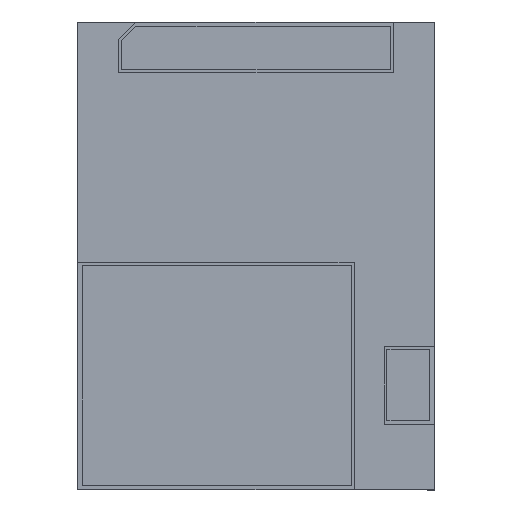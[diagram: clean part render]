
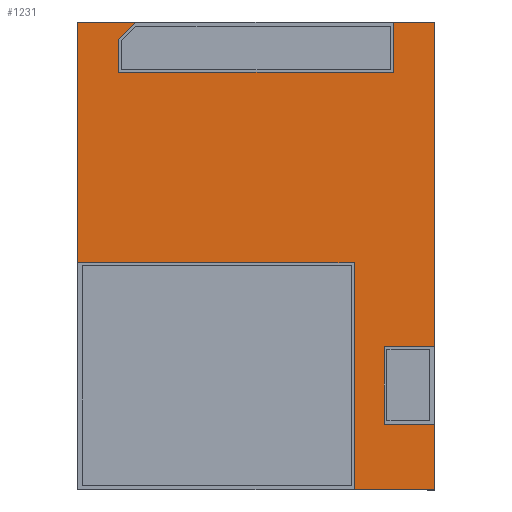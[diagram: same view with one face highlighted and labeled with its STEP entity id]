
A CAD part, top view. The second image highlights one B-rep face of the part: STEP entity #1231.
In plain terms, the highlighted planar face has unit normal (0, 0, 1).
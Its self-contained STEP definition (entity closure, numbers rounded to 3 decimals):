
#10 = LINE ( 'NONE', #960, #1497 ) ;
#42 = VERTEX_POINT ( 'NONE', #1400 ) ;
#48 = CARTESIAN_POINT ( 'NONE',  ( 3.866, 0., 0.02 ) ) ;
#68 = EDGE_CURVE ( 'NONE', #1814, #1385, #733, .T. ) ;
#72 = AXIS2_PLACEMENT_3D ( 'NONE', #1120, #714, #1777 ) ;
#85 = CARTESIAN_POINT ( 'NONE',  ( 4.991, 2.005, 0.02 ) ) ;
#95 = LINE ( 'NONE', #1107, #875 ) ;
#114 = LINE ( 'NONE', #144, #362 ) ;
#144 = CARTESIAN_POINT ( 'NONE',  ( 4.286, 0., 0.02 ) ) ;
#160 = EDGE_CURVE ( 'NONE', #1385, #42, #431, .T. ) ;
#176 = EDGE_CURVE ( 'NONE', #298, #293, #466, .T. ) ;
#202 = ORIENTED_EDGE ( 'NONE', *, *, #360, .F. ) ;
#220 = CARTESIAN_POINT ( 'NONE',  ( 4.991, 0.915, 0.02 ) ) ;
#260 = ORIENTED_EDGE ( 'NONE', *, *, #1329, .T. ) ;
#268 = DIRECTION ( 'NONE',  ( 1., 0., 0. ) ) ;
#293 = VERTEX_POINT ( 'NONE', #1408 ) ;
#298 = VERTEX_POINT ( 'NONE', #1760 ) ;
#302 = ORIENTED_EDGE ( 'NONE', *, *, #1431, .T. ) ;
#313 = ORIENTED_EDGE ( 'NONE', *, *, #651, .F. ) ;
#324 = ORIENTED_EDGE ( 'NONE', *, *, #68, .F. ) ;
#331 = LINE ( 'NONE', #48, #1065 ) ;
#340 = ORIENTED_EDGE ( 'NONE', *, *, #1616, .F. ) ;
#352 = DIRECTION ( 'NONE',  ( 0., -1., 0. ) ) ;
#360 = EDGE_CURVE ( 'NONE', #1054, #1807, #114, .T. ) ;
#362 = VECTOR ( 'NONE', #352, 1000. ) ;
#365 = DIRECTION ( 'NONE',  ( -0.707, -0.707, 0. ) ) ;
#375 = VECTOR ( 'NONE', #1504, 1000. ) ;
#393 = CARTESIAN_POINT ( 'NONE',  ( 0., 6.542, 0.02 ) ) ;
#394 = CARTESIAN_POINT ( 'NONE',  ( 3.866, 0., 0.02 ) ) ;
#400 = VECTOR ( 'NONE', #753, 1000. ) ;
#411 = ORIENTED_EDGE ( 'NONE', *, *, #1775, .F. ) ;
#419 = CARTESIAN_POINT ( 'NONE',  ( 0.814, 6.542, 0.02 ) ) ;
#427 = CARTESIAN_POINT ( 'NONE',  ( 4.991, 0., 0.02 ) ) ;
#428 = EDGE_CURVE ( 'NONE', #892, #298, #331, .T. ) ;
#431 = LINE ( 'NONE', #1455, #851 ) ;
#432 = ORIENTED_EDGE ( 'NONE', *, *, #1105, .T. ) ;
#462 = VERTEX_POINT ( 'NONE', #1428 ) ;
#466 = LINE ( 'NONE', #1006, #1795 ) ;
#469 = FACE_OUTER_BOUND ( 'NONE', #609, .T. ) ;
#492 = CARTESIAN_POINT ( 'NONE',  ( 0.576, 6.304, 0.02 ) ) ;
#495 = CARTESIAN_POINT ( 'NONE',  ( 0., 6.542, 0.02 ) ) ;
#535 = DIRECTION ( 'NONE',  ( 0., 1., 0. ) ) ;
#543 = ORIENTED_EDGE ( 'NONE', *, *, #1622, .T. ) ;
#609 = EDGE_LOOP ( 'NONE', ( #340, #543, #302, #779, #1250, #635, #1785, #313, #202, #1153, #260, #432, #411, #817, #324 ) ) ;
#635 = ORIENTED_EDGE ( 'NONE', *, *, #1514, .T. ) ;
#646 = DIRECTION ( 'NONE',  ( 0., -1., 0. ) ) ;
#651 = EDGE_CURVE ( 'NONE', #1807, #667, #1294, .T. ) ;
#667 = VERTEX_POINT ( 'NONE', #220 ) ;
#702 = VECTOR ( 'NONE', #535, 1000. ) ;
#714 = DIRECTION ( 'NONE',  ( 0., 0., 1. ) ) ;
#718 = CARTESIAN_POINT ( 'NONE',  ( 4.991, 6.542, 0.02 ) ) ;
#732 = VERTEX_POINT ( 'NONE', #85 ) ;
#733 = LINE ( 'NONE', #1569, #1555 ) ;
#753 = DIRECTION ( 'NONE',  ( -1., 0., 0. ) ) ;
#779 = ORIENTED_EDGE ( 'NONE', *, *, #176, .F. ) ;
#785 = LINE ( 'NONE', #393, #400 ) ;
#796 = VECTOR ( 'NONE', #268, 1000. ) ;
#808 = CARTESIAN_POINT ( 'NONE',  ( 0., 0., 0.02 ) ) ;
#817 = ORIENTED_EDGE ( 'NONE', *, *, #160, .F. ) ;
#851 = VECTOR ( 'NONE', #1405, 1000. ) ;
#853 = DIRECTION ( 'NONE',  ( 0., -1., 0. ) ) ;
#874 = CARTESIAN_POINT ( 'NONE',  ( 4.286, 2.005, 0.02 ) ) ;
#875 = VECTOR ( 'NONE', #1686, 1000. ) ;
#892 = VERTEX_POINT ( 'NONE', #394 ) ;
#939 = CARTESIAN_POINT ( 'NONE',  ( 4.991, 0., 0.02 ) ) ;
#960 = CARTESIAN_POINT ( 'NONE',  ( -2.864, 2.864, 0.02 ) ) ;
#976 = CARTESIAN_POINT ( 'NONE',  ( 0., 6.542, 0.02 ) ) ;
#1006 = CARTESIAN_POINT ( 'NONE',  ( 0., 3.177, 0.02 ) ) ;
#1045 = LINE ( 'NONE', #976, #1375 ) ;
#1054 = VERTEX_POINT ( 'NONE', #874 ) ;
#1056 = EDGE_CURVE ( 'NONE', #1742, #667, #1082, .T. ) ;
#1065 = VECTOR ( 'NONE', #1702, 1000. ) ;
#1082 = LINE ( 'NONE', #1772, #702 ) ;
#1093 = DIRECTION ( 'NONE',  ( 0., 1., 0. ) ) ;
#1105 = EDGE_CURVE ( 'NONE', #1523, #462, #1045, .T. ) ;
#1107 = CARTESIAN_POINT ( 'NONE',  ( 0., 2.005, 0.02 ) ) ;
#1113 = CARTESIAN_POINT ( 'NONE',  ( 0.576, 5.837, 0.02 ) ) ;
#1120 = CARTESIAN_POINT ( 'NONE',  ( 0., 0., 0.02 ) ) ;
#1153 = ORIENTED_EDGE ( 'NONE', *, *, #1580, .F. ) ;
#1229 = CARTESIAN_POINT ( 'NONE',  ( 0., 0., 0.02 ) ) ;
#1231 = ADVANCED_FACE ( 'NONE', ( #469 ), #1379, .T. ) ;
#1250 = ORIENTED_EDGE ( 'NONE', *, *, #428, .F. ) ;
#1262 = LINE ( 'NONE', #1229, #1570 ) ;
#1281 = VERTEX_POINT ( 'NONE', #495 ) ;
#1283 = LINE ( 'NONE', #1560, #1592 ) ;
#1294 = LINE ( 'NONE', #1640, #796 ) ;
#1314 = CARTESIAN_POINT ( 'NONE',  ( 4.286, 0.915, 0.02 ) ) ;
#1329 = EDGE_CURVE ( 'NONE', #732, #1523, #1481, .T. ) ;
#1343 = VERTEX_POINT ( 'NONE', #419 ) ;
#1375 = VECTOR ( 'NONE', #1749, 1000. ) ;
#1379 = PLANE ( 'NONE',  #72 ) ;
#1385 = VERTEX_POINT ( 'NONE', #1113 ) ;
#1396 = VECTOR ( 'NONE', #646, 1000. ) ;
#1400 = CARTESIAN_POINT ( 'NONE',  ( 4.415, 5.837, 0.02 ) ) ;
#1405 = DIRECTION ( 'NONE',  ( 1., 0., 0. ) ) ;
#1408 = CARTESIAN_POINT ( 'NONE',  ( 0., 3.177, 0.02 ) ) ;
#1428 = CARTESIAN_POINT ( 'NONE',  ( 4.415, 6.542, 0.02 ) ) ;
#1431 = EDGE_CURVE ( 'NONE', #1281, #293, #1658, .T. ) ;
#1455 = CARTESIAN_POINT ( 'NONE',  ( 0., 5.837, 0.02 ) ) ;
#1481 = LINE ( 'NONE', #427, #375 ) ;
#1497 = VECTOR ( 'NONE', #365, 1000. ) ;
#1504 = DIRECTION ( 'NONE',  ( 0., 1., 0. ) ) ;
#1514 = EDGE_CURVE ( 'NONE', #892, #1742, #1262, .T. ) ;
#1523 = VERTEX_POINT ( 'NONE', #718 ) ;
#1555 = VECTOR ( 'NONE', #853, 1000. ) ;
#1557 = DIRECTION ( 'NONE',  ( -1., 0., 0. ) ) ;
#1560 = CARTESIAN_POINT ( 'NONE',  ( 4.415, 0., 0.02 ) ) ;
#1569 = CARTESIAN_POINT ( 'NONE',  ( 0.576, 0., 0.02 ) ) ;
#1570 = VECTOR ( 'NONE', #1843, 1000. ) ;
#1580 = EDGE_CURVE ( 'NONE', #732, #1054, #95, .T. ) ;
#1592 = VECTOR ( 'NONE', #1093, 1000. ) ;
#1616 = EDGE_CURVE ( 'NONE', #1343, #1814, #10, .T. ) ;
#1622 = EDGE_CURVE ( 'NONE', #1343, #1281, #785, .T. ) ;
#1640 = CARTESIAN_POINT ( 'NONE',  ( 0., 0.915, 0.02 ) ) ;
#1658 = LINE ( 'NONE', #808, #1396 ) ;
#1686 = DIRECTION ( 'NONE',  ( -1., 0., 0. ) ) ;
#1702 = DIRECTION ( 'NONE',  ( 0., 1., 0. ) ) ;
#1742 = VERTEX_POINT ( 'NONE', #939 ) ;
#1749 = DIRECTION ( 'NONE',  ( -1., 0., 0. ) ) ;
#1760 = CARTESIAN_POINT ( 'NONE',  ( 3.866, 3.177, 0.02 ) ) ;
#1772 = CARTESIAN_POINT ( 'NONE',  ( 4.991, 0., 0.02 ) ) ;
#1775 = EDGE_CURVE ( 'NONE', #42, #462, #1283, .T. ) ;
#1777 = DIRECTION ( 'NONE',  ( 1., 0., 0. ) ) ;
#1785 = ORIENTED_EDGE ( 'NONE', *, *, #1056, .T. ) ;
#1795 = VECTOR ( 'NONE', #1557, 1000. ) ;
#1807 = VERTEX_POINT ( 'NONE', #1314 ) ;
#1814 = VERTEX_POINT ( 'NONE', #492 ) ;
#1843 = DIRECTION ( 'NONE',  ( 1., 0., 0. ) ) ;
